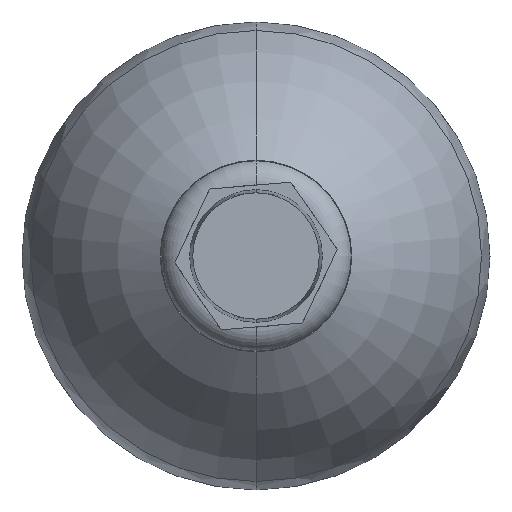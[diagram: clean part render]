
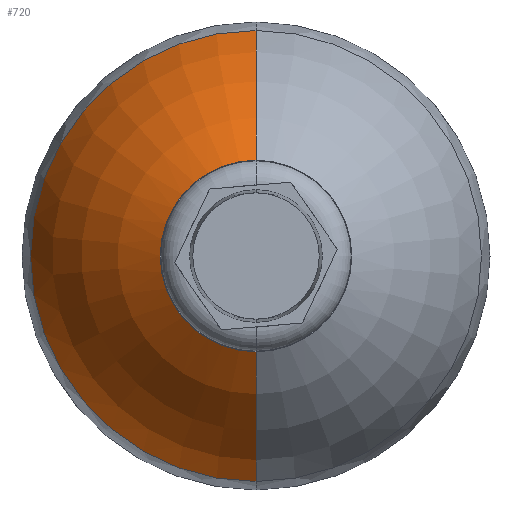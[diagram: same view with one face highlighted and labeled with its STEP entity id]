
A CAD part, front view. The second image highlights one B-rep face of the part: STEP entity #720.
In plain terms, the highlighted toroidal (fillet/blend) face has major radius 20.656 mm and minor radius 79.188 mm.
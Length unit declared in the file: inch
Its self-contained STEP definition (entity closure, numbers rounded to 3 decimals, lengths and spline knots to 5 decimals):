
#564 = EDGE_CURVE ( 'NONE', #597, #565, #1686, .T. ) ;
#565 = VERTEX_POINT ( 'NONE', #1682 ) ;
#568 = VERTEX_POINT ( 'NONE', #2081 ) ;
#570 = EDGE_CURVE ( 'NONE', #600, #568, #2020, .T. ) ;
#597 = VERTEX_POINT ( 'NONE', #1930 ) ;
#600 = VERTEX_POINT ( 'NONE', #1929 ) ;
#687 = ORIENTED_EDGE ( 'NONE', *, *, #716, .F. ) ;
#716 = EDGE_CURVE ( 'NONE', #565, #568, #2001, .T. ) ;
#720 = ADVANCED_FACE ( 'NONE', ( #2260 ), #2262, .T. ) ;
#721 = EDGE_LOOP ( 'NONE', ( #733, #734, #736, #687 ) ) ;
#733 = ORIENTED_EDGE ( 'NONE', *, *, #564, .F. ) ;
#734 = ORIENTED_EDGE ( 'NONE', *, *, #735, .T. ) ;
#735 = EDGE_CURVE ( 'NONE', #597, #600, #2092, .T. ) ;
#736 = ORIENTED_EDGE ( 'NONE', *, *, #570, .T. ) ;
#1682 = CARTESIAN_POINT ( 'NONE',  ( 0., 0.7221, 0.90819 ) ) ;
#1683 = DIRECTION ( 'NONE',  ( 0., 0., -1. ) ) ;
#1684 = DIRECTION ( 'NONE',  ( 1., 0., 0. ) ) ;
#1685 = AXIS2_PLACEMENT_3D ( 'NONE', #1692, #1684, #1683 ) ;
#1686 = CIRCLE ( 'NONE', #1685, 3.11762 ) ;
#1692 = CARTESIAN_POINT ( 'NONE',  ( 0., 3.32139, -0.81323 ) ) ;
#1929 = CARTESIAN_POINT ( 'NONE',  ( 0., 2.31968, -2.13908 ) ) ;
#1930 = CARTESIAN_POINT ( 'NONE',  ( 0., 2.31968, 2.13908 ) ) ;
#1971 = DIRECTION ( 'NONE',  ( 0., 0., 1. ) ) ;
#1997 = DIRECTION ( 'NONE',  ( 0., 0., -1. ) ) ;
#1998 = DIRECTION ( 'NONE',  ( 0., -1., 0. ) ) ;
#1999 = CARTESIAN_POINT ( 'NONE',  ( 0., 0.7221, 0. ) ) ;
#2000 = AXIS2_PLACEMENT_3D ( 'NONE', #1999, #1998, #1997 ) ;
#2001 = CIRCLE ( 'NONE', #2000, 0.90819 ) ;
#2017 = DIRECTION ( 'NONE',  ( -1., 0., 0. ) ) ;
#2018 = CARTESIAN_POINT ( 'NONE',  ( 0., 3.32139, 0.81323 ) ) ;
#2019 = AXIS2_PLACEMENT_3D ( 'NONE', #2018, #2017, #1971 ) ;
#2020 = CIRCLE ( 'NONE', #2019, 3.11762 ) ;
#2081 = CARTESIAN_POINT ( 'NONE',  ( 0., 0.7221, -0.90819 ) ) ;
#2088 = DIRECTION ( 'NONE',  ( 0., 0., -1. ) ) ;
#2089 = DIRECTION ( 'NONE',  ( 0., -1., 0. ) ) ;
#2090 = CARTESIAN_POINT ( 'NONE',  ( 0., 2.31968, 0. ) ) ;
#2091 = AXIS2_PLACEMENT_3D ( 'NONE', #2090, #2089, #2088 ) ;
#2092 = CIRCLE ( 'NONE', #2091, 2.13908 ) ;
#2109 = DIRECTION ( 'NONE',  ( 0., 0., -1. ) ) ;
#2110 = DIRECTION ( 'NONE',  ( 0., -1., 0. ) ) ;
#2260 = FACE_OUTER_BOUND ( 'NONE', #721, .T. ) ;
#2261 = AXIS2_PLACEMENT_3D ( 'NONE', #2264, #2110, #2109 ) ;
#2262 = TOROIDAL_SURFACE ( 'NONE', #2261, -0.81323, 3.11762 ) ;
#2264 = CARTESIAN_POINT ( 'NONE',  ( 0., 3.32139, 0. ) ) ;
